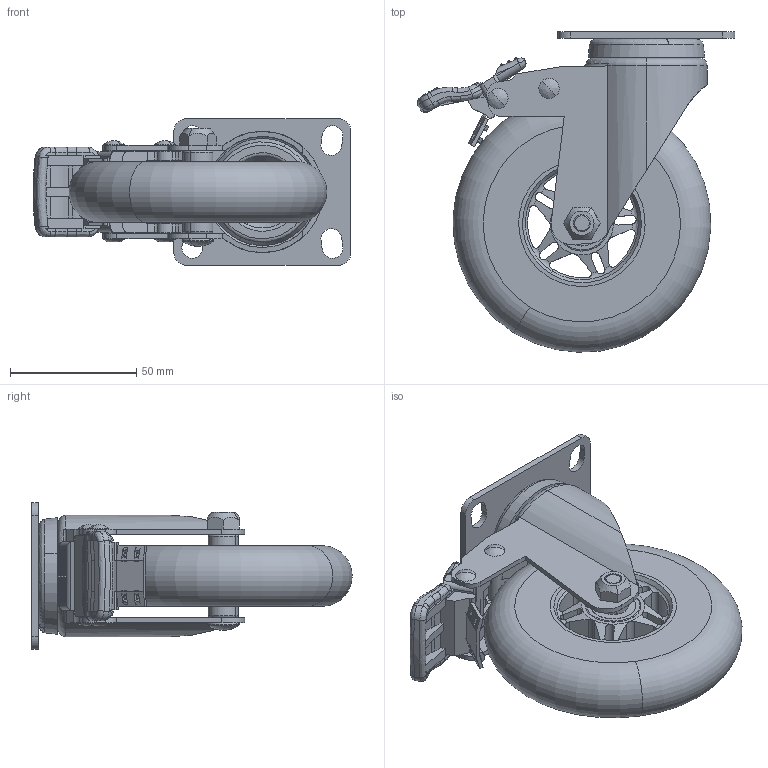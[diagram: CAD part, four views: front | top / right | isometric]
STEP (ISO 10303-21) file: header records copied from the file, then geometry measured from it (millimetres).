
FILE_DESCRIPTION (( 'STEP AP203' ), '1' );
FILE_NAME ('ACSU-102SFB.STEP', '2015-10-02T04:49:14', ( 'WON SINCHUL' ), ( 'Hewlett-Packard Company' ), 'SwSTEP 2.0', 'SolidWorks 2015', '' );
FILE_SCHEMA (( 'CONFIG_CONTROL_DESIGN' ));
Length unit declared in the file: millimetre
Products named in the file (1): ACSU-102SFB
Bounding box: 125.67 x 126.67 x 58 mm (x, y, z)
Volume: 223374.2 mm3; surface area: 99912.7 mm2
Topology: 28 solids, 28 shells, 950 faces, 2532 edges, 1616 vertices
Faces by surface type: cylinder 368, plane 357, bspline 87, cone 63, torus 61, sphere 14
Entity records: 34306 total; most frequent: CARTESIAN_POINT 11115, ORIENTED_EDGE 5024, DIRECTION 4643, EDGE_CURVE 2512, AXIS2_PLACEMENT_3D 1762, VERTEX_POINT 1610, LINE 1119, VECTOR 1119
